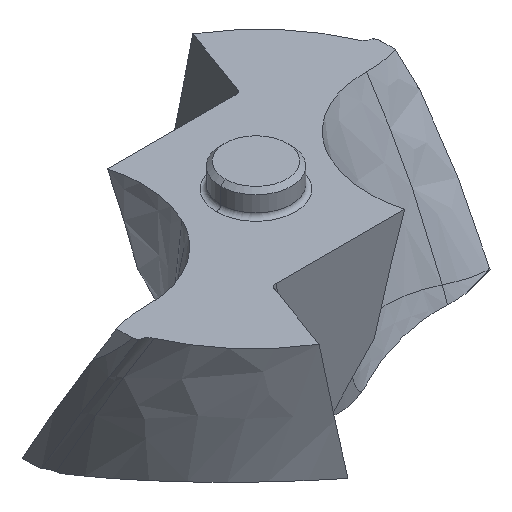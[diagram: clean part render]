
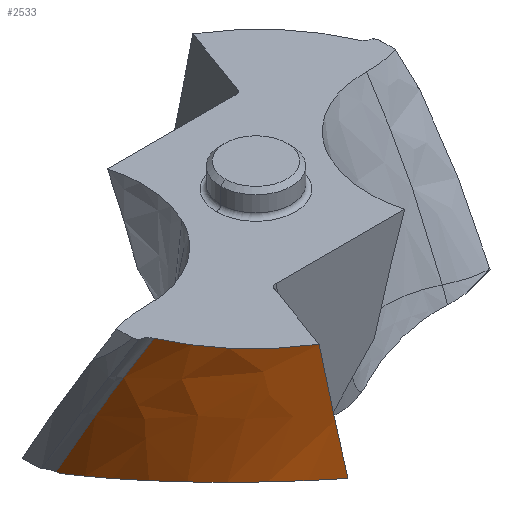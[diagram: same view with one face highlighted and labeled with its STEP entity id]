
A CAD part, isometric view. The second image highlights one B-rep face of the part: STEP entity #2533.
In plain terms, the highlighted free-form (B-spline) face has degree [3, 3] with [7, 5] control points.
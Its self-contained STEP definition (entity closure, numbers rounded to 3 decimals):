
#164=CARTESIAN_POINT('',(-3.611,-5.828,
0.));
#165=CARTESIAN_POINT('',(-4.114,-5.526,
0.));
#166=CARTESIAN_POINT('',(-5.213,-4.657,
0.));
#167=CARTESIAN_POINT('',(-6.002,-3.486,
0.));
#168=CARTESIAN_POINT('',(-6.325,-2.752,
0.));
#754=CARTESIAN_POINT('',(-6.899,0.116,
-5.21));
#773=CARTESIAN_POINT('',(-2.937,-6.166,
-4.249));
#774=CARTESIAN_POINT('',(-3.126,-6.078,
-4.214));
#775=CARTESIAN_POINT('',(-3.489,-5.888,
-4.155));
#776=CARTESIAN_POINT('',(-3.981,-5.577,
-4.097));
#777=CARTESIAN_POINT('',(-4.455,-5.218,
-4.063));
#778=CARTESIAN_POINT('',(-4.888,-4.828,
-4.057));
#779=CARTESIAN_POINT('',(-5.291,-4.398,
-4.077));
#780=CARTESIAN_POINT('',(-5.66,-3.925,
-4.126));
#781=CARTESIAN_POINT('',(-5.976,-3.438,
-4.199));
#782=CARTESIAN_POINT('',(-6.249,-2.928,
-4.297));
#783=CARTESIAN_POINT('',(-6.486,-2.368,
-4.428));
#784=CARTESIAN_POINT('',(-6.663,-1.826,
-4.574));
#785=CARTESIAN_POINT('',(-6.803,-1.207,
-4.762));
#786=CARTESIAN_POINT('',(-6.88,-0.64,
-4.954));
#787=CARTESIAN_POINT('',(-6.901,-0.216,
-5.11));
#788=CARTESIAN_POINT('',(-6.901,0.,
-5.194));
#790=CARTESIAN_POINT('',(-6.901,0.,
-5.194));
#791=CARTESIAN_POINT('',(-6.901,0.013,
-5.196));
#792=CARTESIAN_POINT('',(-6.9,0.039,
-5.199));
#793=CARTESIAN_POINT('',(-6.9,0.078,
-5.204));
#794=CARTESIAN_POINT('',(-6.9,0.103,
-5.208));
#795=CARTESIAN_POINT('',(-6.899,0.116,
-5.21));
#797=CARTESIAN_POINT('',(-6.899,0.116,
-5.21));
#798=CARTESIAN_POINT('',(-6.913,-0.443,
-4.188));
#799=CARTESIAN_POINT('',(-6.81,-1.416,
-2.452));
#800=CARTESIAN_POINT('',(-6.492,-2.369,
-0.715));
#801=CARTESIAN_POINT('',(-6.325,-2.752,
0.));
#803=CARTESIAN_POINT('',(-3.611,-5.828,
0.));
#804=CARTESIAN_POINT('',(-3.557,-5.846,
-0.323));
#805=CARTESIAN_POINT('',(-3.455,-5.881,
-0.933));
#806=CARTESIAN_POINT('',(-3.322,-5.932,
-1.743));
#807=CARTESIAN_POINT('',(-3.208,-5.985,
-2.452));
#808=CARTESIAN_POINT('',(-3.108,-6.04,
-3.093));
#809=CARTESIAN_POINT('',(-3.018,-6.1,
-3.688));
#810=CARTESIAN_POINT('',(-2.963,-6.143,
-4.066));
#811=CARTESIAN_POINT('',(-2.937,-6.166,
-4.249));
#973=CARTESIAN_POINT('',(-3.611,-5.828,
0.));
#974=VERTEX_POINT('',#973);
#975=VERTEX_POINT('',#168);
#1006=CARTESIAN_POINT('',(-6.901,0.,
-5.194));
#1007=VERTEX_POINT('',#1006);
#1008=VERTEX_POINT('',#773);
#1023=VERTEX_POINT('',#754);
#2489=CARTESIAN_POINT('',(-3.233,-6.091,
-5.262));
#2490=CARTESIAN_POINT('',(-2.817,-6.225,
-4.223));
#2491=CARTESIAN_POINT('',(-1.977,-6.475,
-2.453));
#2492=CARTESIAN_POINT('',(-0.913,-6.705,
-0.682));
#2493=CARTESIAN_POINT('',(-0.437,-6.79,
0.05));
#2494=CARTESIAN_POINT('',(-3.311,-6.049,
-5.262));
#2495=CARTESIAN_POINT('',(-2.897,-6.19,
-4.223));
#2496=CARTESIAN_POINT('',(-2.06,-6.453,
-2.453));
#2497=CARTESIAN_POINT('',(-0.999,-6.695,
-0.682));
#2498=CARTESIAN_POINT('',(-0.524,-6.785,
0.05));
#2499=CARTESIAN_POINT('',(-4.103,-5.611,
-5.262));
#2500=CARTESIAN_POINT('',(-3.708,-5.826,
-4.223));
#2501=CARTESIAN_POINT('',(-2.903,-6.215,
-2.453));
#2502=CARTESIAN_POINT('',(-1.875,-6.585,
-0.682));
#2503=CARTESIAN_POINT('',(-1.413,-6.727,
0.05));
#2504=CARTESIAN_POINT('',(-5.437,-4.48,
-5.262));
#2505=CARTESIAN_POINT('',(-5.106,-4.829,
-4.223));
#2506=CARTESIAN_POINT('',(-4.411,-5.446,
-2.453));
#2507=CARTESIAN_POINT('',(-3.491,-6.044,
-0.682));
#2508=CARTESIAN_POINT('',(-3.074,-6.28,
0.05));
#2509=CARTESIAN_POINT('',(-6.669,-2.288,
-5.262));
#2510=CARTESIAN_POINT('',(-6.491,-2.785,
-4.223));
#2511=CARTESIAN_POINT('',(-6.057,-3.656,
-2.453));
#2512=CARTESIAN_POINT('',(-5.398,-4.506,
-0.682));
#2513=CARTESIAN_POINT('',(-5.089,-4.848,
0.05));
#2514=CARTESIAN_POINT('',(-6.924,-0.621,
-5.262));
#2515=CARTESIAN_POINT('',(-6.876,-1.176,
-4.223));
#2516=CARTESIAN_POINT('',(-6.666,-2.143,
-2.453));
#2517=CARTESIAN_POINT('',(-6.231,-3.09,
-0.682));
#2518=CARTESIAN_POINT('',(-6.015,-3.471,
0.05));
#2519=CARTESIAN_POINT('',(-6.897,0.22,
-5.262));
#2520=CARTESIAN_POINT('',(-6.919,-0.351,
-4.223));
#2521=CARTESIAN_POINT('',(-6.827,-1.345,
-2.453));
#2522=CARTESIAN_POINT('',(-6.511,-2.319,
-0.682));
#2523=CARTESIAN_POINT('',(-6.343,-2.712,
0.05));
#2524=B_SPLINE_SURFACE_WITH_KNOTS('',3,3,((#2489,#2490,#2491,#2492,#2493),
(#2494,#2495,#2496,#2497,#2498),(#2499,#2500,#2501,#2502,#2503),(#2504,#2505,
#2506,#2507,#2508),(#2509,#2510,#2511,#2512,#2513),(#2514,#2515,#2516,#2517,
#2518),(#2519,#2520,#2521,#2522,#2523)),.UNSPECIFIED.,.F.,.F.,.F.,(4,1,1,1,4),
(4,1,4),(0.223,0.25,0.5,0.75,1.008),(
0.067,3.665,6.2),.UNSPECIFIED.);
#2525=ORIENTED_EDGE('',*,*,#1707,.T.);
#2526=ORIENTED_EDGE('',*,*,#1751,.T.);
#2527=ORIENTED_EDGE('',*,*,#2477,.T.);
#2528=ORIENTED_EDGE('',*,*,#1313,.F.);
#2530=ORIENTED_EDGE('',*,*,#2529,.T.);
#2531=EDGE_LOOP('',(#2525,#2526,#2527,#2528,#2530));
#2532=FACE_OUTER_BOUND('',#2531,.F.);
#169=B_SPLINE_CURVE_WITH_KNOTS('',3,(#164,#165,#166,#167,#168),.UNSPECIFIED.,
.F.,.F.,(4,1,4),(0.,0.422,1.),.UNSPECIFIED.);
#789=B_SPLINE_CURVE_WITH_KNOTS('',3,(#773,#774,#775,#776,#777,#778,#779,#780,
#781,#782,#783,#784,#785,#786,#787,#788),.UNSPECIFIED.,.F.,.F.,(4,1,1,1,1,1,1,1,
1,1,1,1,1,4),(0.,0.077,0.154,0.231,
0.308,0.385,0.462,0.538,
0.615,0.692,0.769,0.846,
0.923,1.),.UNSPECIFIED.);
#796=B_SPLINE_CURVE_WITH_KNOTS('',3,(#790,#791,#792,#793,#794,#795),
.UNSPECIFIED.,.F.,.F.,(4,1,1,4),(0.,0.333,0.667,1.),
.UNSPECIFIED.);
#802=B_SPLINE_CURVE_WITH_KNOTS('',3,(#797,#798,#799,#800,#801),.UNSPECIFIED.,
.F.,.F.,(4,1,4),(0.,0.588,1.),.UNSPECIFIED.);
#812=B_SPLINE_CURVE_WITH_KNOTS('',3,(#803,#804,#805,#806,#807,#808,#809,#810,
#811),.UNSPECIFIED.,.F.,.F.,(4,1,1,1,1,1,4),(0.,0.167,
0.333,0.5,0.667,0.833,1.),
.UNSPECIFIED.);
#1313=EDGE_CURVE('',#974,#975,#169,.T.);
#1707=EDGE_CURVE('',#1008,#1007,#789,.T.);
#1751=EDGE_CURVE('',#1007,#1023,#796,.T.);
#2477=EDGE_CURVE('',#1023,#975,#802,.T.);
#2529=EDGE_CURVE('',#974,#1008,#812,.T.);
#2533=ADVANCED_FACE('',(#2532),#2524,.F.);
